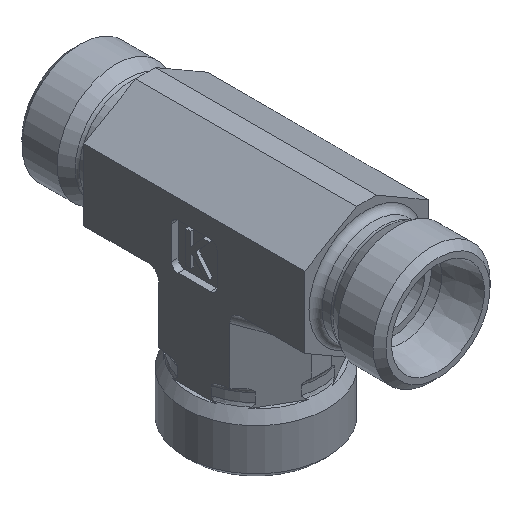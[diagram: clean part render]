
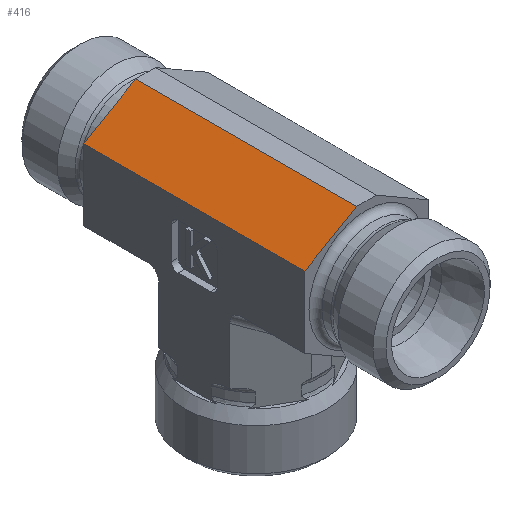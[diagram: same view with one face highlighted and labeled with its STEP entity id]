
A CAD part, isometric view. The second image highlights one B-rep face of the part: STEP entity #416.
In plain terms, the highlighted planar face has unit normal (-0.5, 0, 0.866).
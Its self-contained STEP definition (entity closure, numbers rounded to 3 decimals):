
#326=CARTESIAN_POINT('',(-28.485,26.544,24.485));
#327=VERTEX_POINT('',#326);
#334=CARTESIAN_POINT('',(-20.485,26.544,29.104));
#335=VERTEX_POINT('',#334);
#336=CARTESIAN_POINT('',(-20.485,26.544,29.104));
#337=DIRECTION('',(-0.866,0.0,-0.5));
#338=VECTOR('',#337,9.238);
#339=LINE('',#336,#338);
#340=EDGE_CURVE('',#335,#327,#339,.T.);
#386=CARTESIAN_POINT('',(-28.485,9.544,24.485));
#387=DIRECTION('',(-0.5,0.0,0.866));
#388=DIRECTION('',(0.866,0.0,0.5));
#389=AXIS2_PLACEMENT_3D('',#386,#387,#388);
#390=PLANE('',#389);
#391=ORIENTED_EDGE('',*,*,#340,.T.);
#392=CARTESIAN_POINT('',(-28.485,-7.456,24.485));
#393=VERTEX_POINT('',#392);
#394=CARTESIAN_POINT('',(-28.485,26.544,24.485));
#395=DIRECTION('',(0.0,-1.0,0.0));
#396=VECTOR('',#395,34.0);
#397=LINE('',#394,#396);
#398=EDGE_CURVE('',#327,#393,#397,.T.);
#399=ORIENTED_EDGE('',*,*,#398,.T.);
#400=CARTESIAN_POINT('',(-20.485,-7.456,29.104));
#401=VERTEX_POINT('',#400);
#402=CARTESIAN_POINT('',(-28.485,-7.456,24.485));
#403=DIRECTION('',(0.866,0.0,0.5));
#404=VECTOR('',#403,9.238);
#405=LINE('',#402,#404);
#406=EDGE_CURVE('',#393,#401,#405,.T.);
#407=ORIENTED_EDGE('',*,*,#406,.T.);
#408=CARTESIAN_POINT('',(-20.485,26.544,29.104));
#409=DIRECTION('',(0.0,-1.0,0.0));
#410=VECTOR('',#409,34.0);
#411=LINE('',#408,#410);
#412=EDGE_CURVE('',#335,#401,#411,.T.);
#413=ORIENTED_EDGE('',*,*,#412,.F.);
#414=EDGE_LOOP('',(#391,#399,#407,#413));
#415=FACE_OUTER_BOUND('',#414,.T.);
#416=ADVANCED_FACE('',(#415),#390,.T.);
